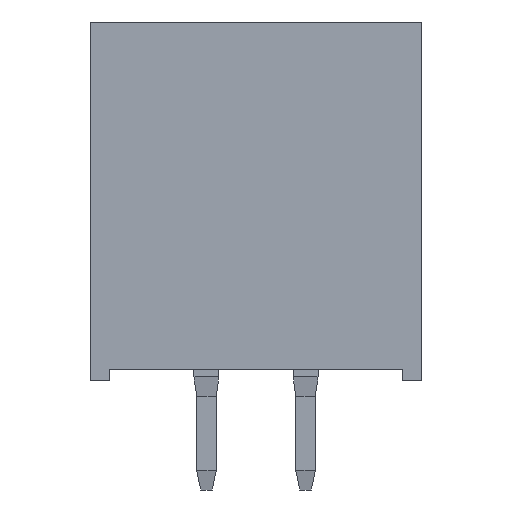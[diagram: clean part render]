
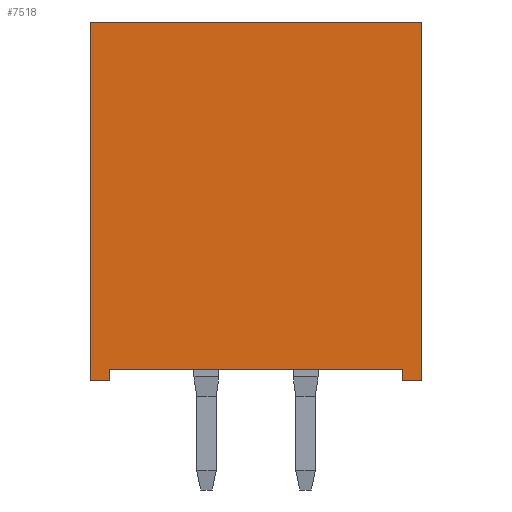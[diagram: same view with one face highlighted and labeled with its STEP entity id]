
A CAD part, left-side view. The second image highlights one B-rep face of the part: STEP entity #7518.
In plain terms, the highlighted planar face has unit normal (-1, 0, 0).
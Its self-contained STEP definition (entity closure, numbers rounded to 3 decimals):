
#3=DIRECTION('',(0.,0.,1.));
#7=DIRECTION('',(0.,0.,-1.));
#8=VECTOR('',#7,1.);
#16=DIRECTION('',(0.,1.,0.));
#17=VECTOR('',#16,1.);
#67=DIRECTION('',(-1.,0.,0.));
#88=VECTOR('',#3,1.);
#107=DIRECTION('',(0.,-1.,0.));
#142=VECTOR('',#107,1.);
#2120=CARTESIAN_POINT('',(-3.75,4.25,4.1));
#2121=LINE('',#2120,#8);
#2122=CARTESIAN_POINT('',(-3.75,4.25,0.));
#2123=VERTEX_POINT('',#2122);
#2124=CARTESIAN_POINT('',(-3.75,4.25,-9.2));
#2125=VERTEX_POINT('',#2124);
#2126=EDGE_CURVE('',#2123,#2125,#2121,.T.);
#7474=CARTESIAN_POINT('',(-3.75,0.,-2.55));
#7475=AXIS2_PLACEMENT_3D('',#7474,#67,#107);
#7476=PLANE('',#7475);
#7477=CARTESIAN_POINT('',(-3.75,0.,-9.2));
#7478=LINE('',#7477,#17);
#7479=CARTESIAN_POINT('',(-3.75,3.75,-9.2));
#7480=VERTEX_POINT('',#7479);
#7481=EDGE_CURVE('',#7480,#2125,#7478,.T.);
#7482=ORIENTED_EDGE('',*,*,#7481,.F.);
#7483=ORIENTED_EDGE('',*,*,#2126,.T.);
#7484=CARTESIAN_POINT('',(-3.75,0.,0.));
#7485=LINE('',#7484,#142);
#7486=CARTESIAN_POINT('',(-3.75,-4.25,0.));
#7487=VERTEX_POINT('',#7486);
#7488=EDGE_CURVE('',#2123,#7487,#7485,.T.);
#7489=ORIENTED_EDGE('',*,*,#7488,.F.);
#7490=CARTESIAN_POINT('',(-3.75,-4.25,4.1));
#7491=LINE('',#7490,#8);
#7492=CARTESIAN_POINT('',(-3.75,-4.25,-9.2));
#7493=VERTEX_POINT('',#7492);
#7494=EDGE_CURVE('',#7487,#7493,#7491,.T.);
#7495=ORIENTED_EDGE('',*,*,#7494,.F.);
#7496=CARTESIAN_POINT('',(-3.75,-3.75,-9.2));
#7497=VERTEX_POINT('',#7496);
#7498=EDGE_CURVE('',#7493,#7497,#7478,.T.);
#7499=ORIENTED_EDGE('',*,*,#7498,.F.);
#7500=CARTESIAN_POINT('',(-3.75,-3.75,4.1));
#7501=LINE('',#7500,#88);
#7502=CARTESIAN_POINT('',(-3.75,-3.75,-8.9));
#7503=VERTEX_POINT('',#7502);
#7504=EDGE_CURVE('',#7497,#7503,#7501,.T.);
#7505=ORIENTED_EDGE('',*,*,#7504,.F.);
#7506=CARTESIAN_POINT('',(-3.75,0.,-8.9));
#7507=LINE('',#7506,#142);
#7508=CARTESIAN_POINT('',(-3.75,3.75,-8.9));
#7509=VERTEX_POINT('',#7508);
#7510=EDGE_CURVE('',#7509,#7503,#7507,.T.);
#7511=ORIENTED_EDGE('',*,*,#7510,.T.);
#7512=CARTESIAN_POINT('',(-3.75,3.75,4.1));
#7513=LINE('',#7512,#8);
#7514=EDGE_CURVE('',#7509,#7480,#7513,.T.);
#7515=ORIENTED_EDGE('',*,*,#7514,.F.);
#7516=EDGE_LOOP('',(#7515,#7511,#7505,#7499,#7495,#7489,#7483,#7482));
#7517=FACE_OUTER_BOUND('',#7516,.T.);
#7518=ADVANCED_FACE('',(#7517),#7476,.T.);
